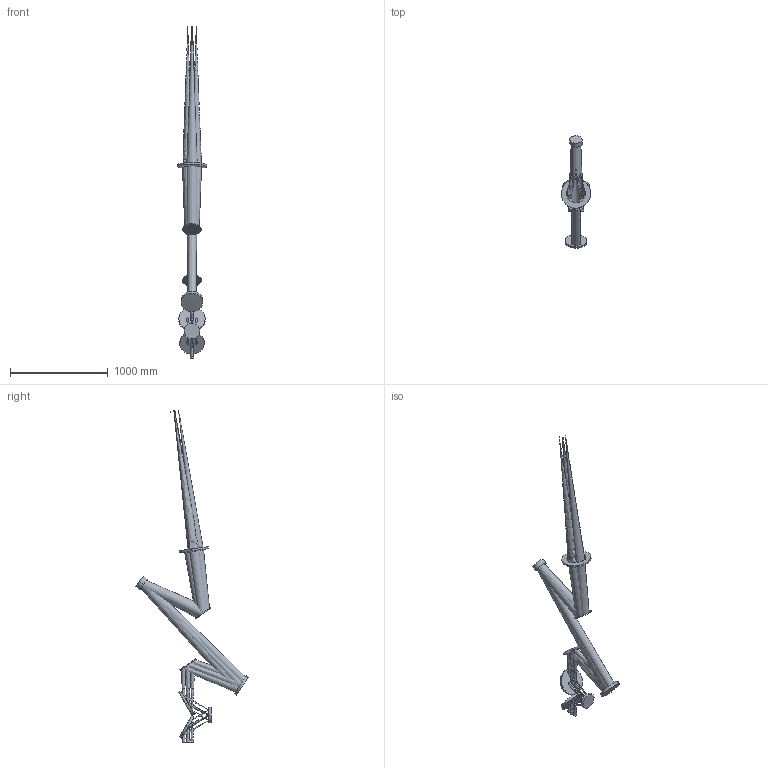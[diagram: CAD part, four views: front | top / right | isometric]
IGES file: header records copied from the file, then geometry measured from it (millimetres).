
Global section: file name: KNGAO_100mmpupil_120arcsecRelay_100218_v1_configs_config0010.IGS; native system: HarmonyWare Translators; preprocessor: HarmonyWare IGES v1.7.2; date: 20100219.072213; units: millimetre
Bounding box: 300 x 1149.77 x 3398.15 mm (x, y, z)
Volume: 203835540.1 mm3; surface area: 10529993.2 mm2
Topology: 96 solids, 96 shells, 1529 faces, 4364 edges, 1619 vertices
Faces by surface type: bspline 1529
